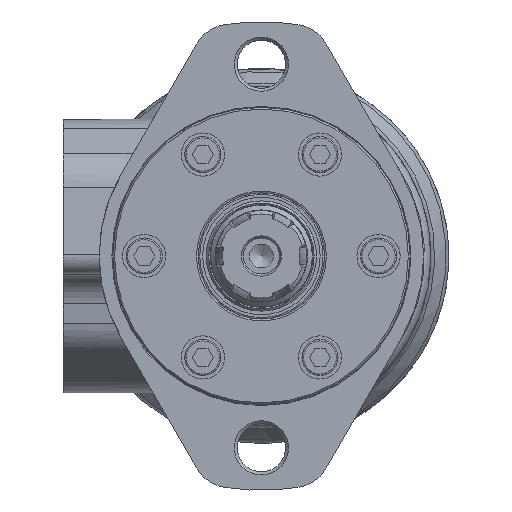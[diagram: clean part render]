
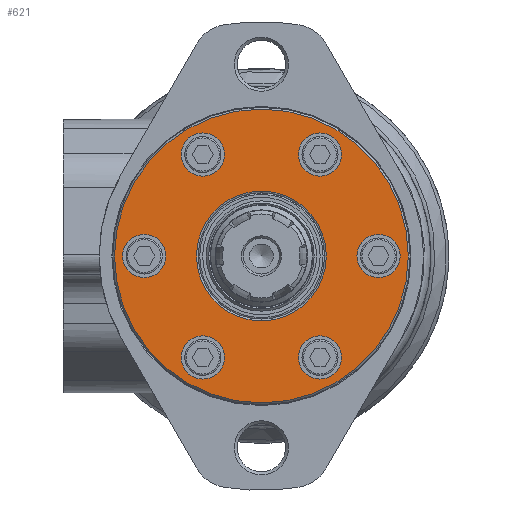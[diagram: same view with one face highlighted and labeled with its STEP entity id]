
A CAD part, left-side view. The second image highlights one B-rep face of the part: STEP entity #621.
In plain terms, the highlighted planar face has unit normal (-1, 0, 0).
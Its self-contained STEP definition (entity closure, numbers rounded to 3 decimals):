
#621 = ADVANCED_FACE( '', ( #1570, #1571, #1572, #1573, #1574, #1575, #1576, #1577 ), #1578, .F. );
#1570 = FACE_OUTER_BOUND( '', #3024, .T. );
#1571 = FACE_BOUND( '', #3025, .T. );
#1572 = FACE_BOUND( '', #3026, .T. );
#1573 = FACE_BOUND( '', #3027, .T. );
#1574 = FACE_BOUND( '', #3028, .T. );
#1575 = FACE_BOUND( '', #3029, .T. );
#1576 = FACE_BOUND( '', #3030, .T. );
#1577 = FACE_BOUND( '', #3031, .T. );
#1578 = PLANE( '', #3032 );
#3024 = EDGE_LOOP( '', ( #4566 ) );
#3025 = EDGE_LOOP( '', ( #4567 ) );
#3026 = EDGE_LOOP( '', ( #4568 ) );
#3027 = EDGE_LOOP( '', ( #4569 ) );
#3028 = EDGE_LOOP( '', ( #4570 ) );
#3029 = EDGE_LOOP( '', ( #4571 ) );
#3030 = EDGE_LOOP( '', ( #4572 ) );
#3031 = EDGE_LOOP( '', ( #4573 ) );
#3032 = AXIS2_PLACEMENT_3D( '', #4574, #4575, #4576 );
#4566 = ORIENTED_EDGE( '', *, *, #7958, .F. );
#4567 = ORIENTED_EDGE( '', *, *, #7959, .F. );
#4568 = ORIENTED_EDGE( '', *, *, #7960, .T. );
#4569 = ORIENTED_EDGE( '', *, *, #7961, .T. );
#4570 = ORIENTED_EDGE( '', *, *, #7962, .T. );
#4571 = ORIENTED_EDGE( '', *, *, #7963, .T. );
#4572 = ORIENTED_EDGE( '', *, *, #7964, .T. );
#4573 = ORIENTED_EDGE( '', *, *, #7965, .T. );
#4574 = CARTESIAN_POINT( '', ( 0., 0., 0. ) );
#4575 = DIRECTION( '', ( 1., 0., 0. ) );
#4576 = DIRECTION( '', ( 0., 0., -1. ) );
#7958 = EDGE_CURVE( '', #9351, #9351, #9352, .T. );
#7959 = EDGE_CURVE( '', #9353, #9353, #9354, .F. );
#7960 = EDGE_CURVE( '', #9355, #9355, #9356, .T. );
#7961 = EDGE_CURVE( '', #9357, #9357, #9358, .T. );
#7962 = EDGE_CURVE( '', #9359, #9359, #9360, .T. );
#7963 = EDGE_CURVE( '', #9361, #9361, #9362, .T. );
#7964 = EDGE_CURVE( '', #9363, #9363, #9364, .T. );
#7965 = EDGE_CURVE( '', #9365, #9365, #9366, .T. );
#9351 = VERTEX_POINT( '', #11313 );
#9352 = CIRCLE( '', #11314, 40.75 );
#9353 = VERTEX_POINT( '', #11315 );
#9354 = CIRCLE( '', #11316, 6. );
#9355 = VERTEX_POINT( '', #11317 );
#9356 = CIRCLE( '', #11318, 6. );
#9357 = VERTEX_POINT( '', #11319 );
#9358 = CIRCLE( '', #11320, 6. );
#9359 = VERTEX_POINT( '', #11321 );
#9360 = CIRCLE( '', #11322, 6. );
#9361 = VERTEX_POINT( '', #11323 );
#9362 = CIRCLE( '', #11324, 6. );
#9363 = VERTEX_POINT( '', #11325 );
#9364 = CIRCLE( '', #11326, 6. );
#9365 = VERTEX_POINT( '', #11327 );
#9366 = CIRCLE( '', #11328, 18. );
#11313 = CARTESIAN_POINT( '', ( 0., 0., -40.75 ) );
#11314 = AXIS2_PLACEMENT_3D( '', #14937, #14938, #14939 );
#11315 = CARTESIAN_POINT( '', ( 0., 32.5, -6. ) );
#11316 = AXIS2_PLACEMENT_3D( '', #14940, #14941, #14942 );
#11317 = CARTESIAN_POINT( '', ( 0., 16.25, -34.146 ) );
#11318 = AXIS2_PLACEMENT_3D( '', #14943, #14944, #14945 );
#11319 = CARTESIAN_POINT( '', ( 0., -16.25, -34.146 ) );
#11320 = AXIS2_PLACEMENT_3D( '', #14946, #14947, #14948 );
#11321 = CARTESIAN_POINT( '', ( 0., -32.5, -6. ) );
#11322 = AXIS2_PLACEMENT_3D( '', #14949, #14950, #14951 );
#11323 = CARTESIAN_POINT( '', ( 0., -16.25, 22.146 ) );
#11324 = AXIS2_PLACEMENT_3D( '', #14952, #14953, #14954 );
#11325 = CARTESIAN_POINT( '', ( 0., 16.25, 22.146 ) );
#11326 = AXIS2_PLACEMENT_3D( '', #14955, #14956, #14957 );
#11327 = CARTESIAN_POINT( '', ( 0., 0., -18. ) );
#11328 = AXIS2_PLACEMENT_3D( '', #14958, #14959, #14960 );
#14937 = CARTESIAN_POINT( '', ( 0., 0., 0. ) );
#14938 = DIRECTION( '', ( 1., 0., 0. ) );
#14939 = DIRECTION( '', ( 0., 0., -1. ) );
#14940 = CARTESIAN_POINT( '', ( 0., 32.5, 0. ) );
#14941 = DIRECTION( '', ( 1., 0., 0. ) );
#14942 = DIRECTION( '', ( 0., 0., -1. ) );
#14943 = CARTESIAN_POINT( '', ( 0., 16.25, -28.146 ) );
#14944 = DIRECTION( '', ( 1., 0., 0. ) );
#14945 = DIRECTION( '', ( 0., 0., -1. ) );
#14946 = CARTESIAN_POINT( '', ( 0., -16.25, -28.146 ) );
#14947 = DIRECTION( '', ( 1., 0., 0. ) );
#14948 = DIRECTION( '', ( 0., 0., -1. ) );
#14949 = CARTESIAN_POINT( '', ( 0., -32.5, 0. ) );
#14950 = DIRECTION( '', ( 1., 0., 0. ) );
#14951 = DIRECTION( '', ( 0., 0., -1. ) );
#14952 = CARTESIAN_POINT( '', ( 0., -16.25, 28.146 ) );
#14953 = DIRECTION( '', ( 1., 0., 0. ) );
#14954 = DIRECTION( '', ( 0., 0., -1. ) );
#14955 = CARTESIAN_POINT( '', ( 0., 16.25, 28.146 ) );
#14956 = DIRECTION( '', ( 1., 0., 0. ) );
#14957 = DIRECTION( '', ( 0., 0., -1. ) );
#14958 = CARTESIAN_POINT( '', ( 0., 0., 0. ) );
#14959 = DIRECTION( '', ( 1., 0., 0. ) );
#14960 = DIRECTION( '', ( 0., 0., -1. ) );
